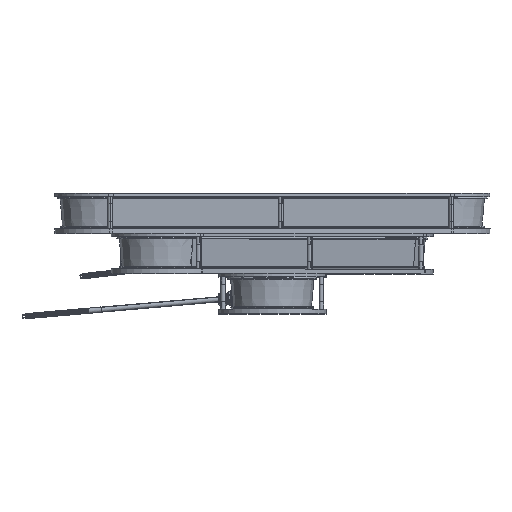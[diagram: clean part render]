
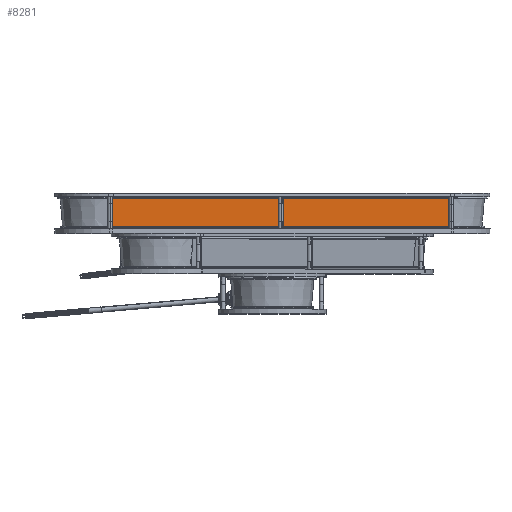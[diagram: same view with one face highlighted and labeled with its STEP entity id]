
A CAD part, top view. The second image highlights one B-rep face of the part: STEP entity #8281.
In plain terms, the highlighted face is planar.
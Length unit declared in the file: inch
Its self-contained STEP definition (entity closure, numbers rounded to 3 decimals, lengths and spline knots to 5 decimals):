
#7884=DIRECTION('',(-1.,0.,0.));
#7885=VECTOR('',#7884,27.3);
#7886=CARTESIAN_POINT('',(13.65,0.,-3.305));
#7887=LINE('',#7886,#7885);
#7946=DIRECTION('',(-1.,0.,0.));
#7947=VECTOR('',#7946,27.3);
#7948=CARTESIAN_POINT('',(13.65,2.75,-3.06441));
#7949=LINE('',#7948,#7947);
#7964=DIRECTION('',(0.,0.996,0.087));
#7965=VECTOR('',#7964,2.7605);
#7966=CARTESIAN_POINT('',(13.65,0.,-3.305));
#7967=LINE('',#7966,#7965);
#7986=DIRECTION('',(0.,0.996,0.087));
#7987=VECTOR('',#7986,2.7605);
#7988=CARTESIAN_POINT('',(-13.65,0.,-3.305));
#7989=LINE('',#7988,#7987);
#8098=CARTESIAN_POINT('',(13.65,0.,-3.305));
#8099=CARTESIAN_POINT('',(13.65,2.75,-3.06441));
#8100=VERTEX_POINT('',#8098);
#8101=VERTEX_POINT('',#8099);
#8102=CARTESIAN_POINT('',(-13.65,0.,-3.305));
#8103=CARTESIAN_POINT('',(-13.65,2.75,-3.06441));
#8104=VERTEX_POINT('',#8102);
#8105=VERTEX_POINT('',#8103);
#8268=CARTESIAN_POINT('',(15.06601,0.,-3.305));
#8269=DIRECTION('',(0.,0.087,-0.996));
#8270=DIRECTION('',(-1.,0.,0.));
#8271=AXIS2_PLACEMENT_3D('',#8268,#8269,#8270);
#8272=PLANE('',#8271);
#8273=ORIENTED_EDGE('',*,*,#8163,.F.);
#8275=ORIENTED_EDGE('',*,*,#8274,.T.);
#8276=ORIENTED_EDGE('',*,*,#8251,.T.);
#8278=ORIENTED_EDGE('',*,*,#8277,.F.);
#8279=EDGE_LOOP('',(#8273,#8275,#8276,#8278));
#8280=FACE_OUTER_BOUND('',#8279,.F.);
#8281=ADVANCED_FACE('',(#8280),#8272,.T.);
#8163=EDGE_CURVE('',#8100,#8104,#7887,.T.);
#8251=EDGE_CURVE('',#8101,#8105,#7949,.T.);
#8274=EDGE_CURVE('',#8100,#8101,#7967,.T.);
#8277=EDGE_CURVE('',#8104,#8105,#7989,.T.);
